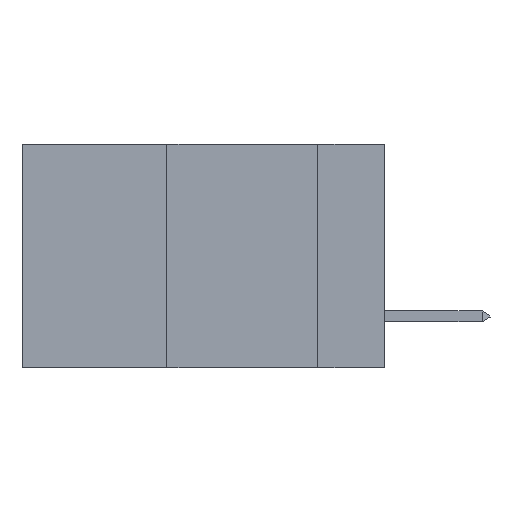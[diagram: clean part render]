
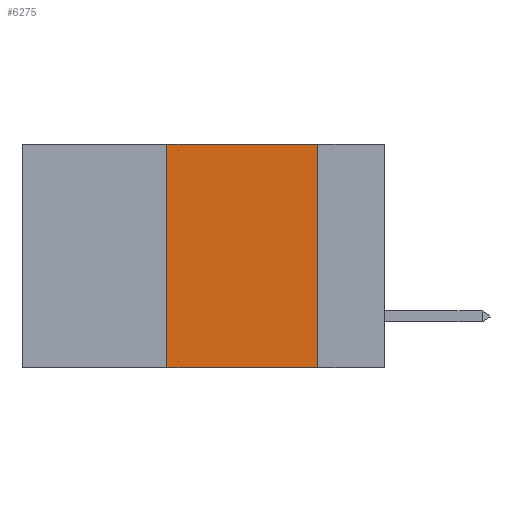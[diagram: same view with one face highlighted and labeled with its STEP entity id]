
A CAD part, left-side view. The second image highlights one B-rep face of the part: STEP entity #6275.
In plain terms, the highlighted planar face has unit normal (-1, 0, 0).
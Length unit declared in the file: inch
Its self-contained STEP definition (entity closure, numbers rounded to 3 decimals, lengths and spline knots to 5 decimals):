
#320 = VERTEX_POINT ( 'NONE', #11676 ) ;
#625 = LINE ( 'NONE', #3945, #15116 ) ;
#808 = VECTOR ( 'NONE', #11554, 39.37008 ) ;
#1204 = CARTESIAN_POINT ( 'NONE',  ( 0., 0.36, 0. ) ) ;
#1478 = DIRECTION ( 'NONE',  ( 0., 0., -1. ) ) ;
#1529 = VERTEX_POINT ( 'NONE', #14476 ) ;
#1879 = CARTESIAN_POINT ( 'NONE',  ( 0., 0.36, -0.37 ) ) ;
#2834 = DIRECTION ( 'NONE',  ( 1., 0., 0. ) ) ;
#3287 = ORIENTED_EDGE ( 'NONE', *, *, #12657, .F. ) ;
#3945 = CARTESIAN_POINT ( 'NONE',  ( 0., 0.6, -0.37 ) ) ;
#4701 = AXIS2_PLACEMENT_3D ( 'NONE', #11131, #2834, #1478 ) ;
#5423 = DIRECTION ( 'NONE',  ( 0., 0., 1. ) ) ;
#6275 = ADVANCED_FACE ( 'NONE', ( #13937 ), #6932, .F. ) ;
#6457 = VERTEX_POINT ( 'NONE', #1879 ) ;
#6932 = PLANE ( 'NONE',  #4701 ) ;
#9067 = EDGE_CURVE ( 'NONE', #6457, #320, #625, .T. ) ;
#9591 = CARTESIAN_POINT ( 'NONE',  ( 0., 0.36, 0. ) ) ;
#10538 = VERTEX_POINT ( 'NONE', #9591 ) ;
#10656 = ORIENTED_EDGE ( 'NONE', *, *, #9067, .T. ) ;
#10738 = EDGE_CURVE ( 'NONE', #1529, #320, #13557, .T. ) ;
#10741 = VECTOR ( 'NONE', #5423, 39.37008 ) ;
#10899 = ORIENTED_EDGE ( 'NONE', *, *, #10738, .F. ) ;
#11131 = CARTESIAN_POINT ( 'NONE',  ( 0., 0.6, 0. ) ) ;
#11286 = EDGE_CURVE ( 'NONE', #6457, #10538, #17555, .T. ) ;
#11554 = DIRECTION ( 'NONE',  ( 0., 0., -1. ) ) ;
#11676 = CARTESIAN_POINT ( 'NONE',  ( 0., 0.11, -0.37 ) ) ;
#12298 = EDGE_LOOP ( 'NONE', ( #10899, #3287, #15278, #10656 ) ) ;
#12657 = EDGE_CURVE ( 'NONE', #10538, #1529, #13932, .T. ) ;
#12837 = CARTESIAN_POINT ( 'NONE',  ( 0., 0.11, 0. ) ) ;
#13496 = VECTOR ( 'NONE', #16017, 39.37008 ) ;
#13557 = LINE ( 'NONE', #12837, #808 ) ;
#13766 = DIRECTION ( 'NONE',  ( 0., -1., 0. ) ) ;
#13932 = LINE ( 'NONE', #17451, #13496 ) ;
#13937 = FACE_OUTER_BOUND ( 'NONE', #12298, .T. ) ;
#14476 = CARTESIAN_POINT ( 'NONE',  ( 0., 0.11, 0. ) ) ;
#15116 = VECTOR ( 'NONE', #13766, 39.37008 ) ;
#15278 = ORIENTED_EDGE ( 'NONE', *, *, #11286, .F. ) ;
#16017 = DIRECTION ( 'NONE',  ( 0., -1., 0. ) ) ;
#17451 = CARTESIAN_POINT ( 'NONE',  ( 0., 0.6, 0. ) ) ;
#17555 = LINE ( 'NONE', #1204, #10741 ) ;
